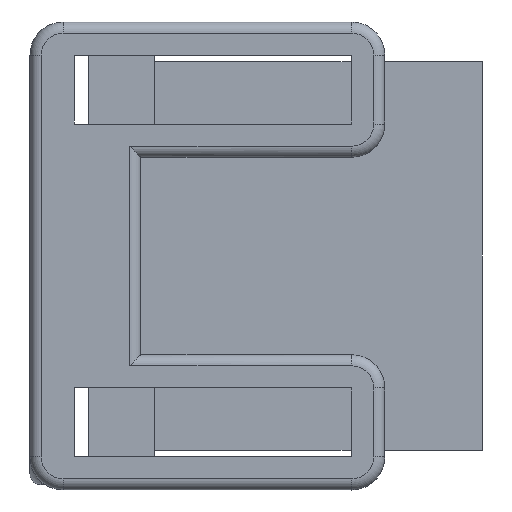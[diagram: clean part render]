
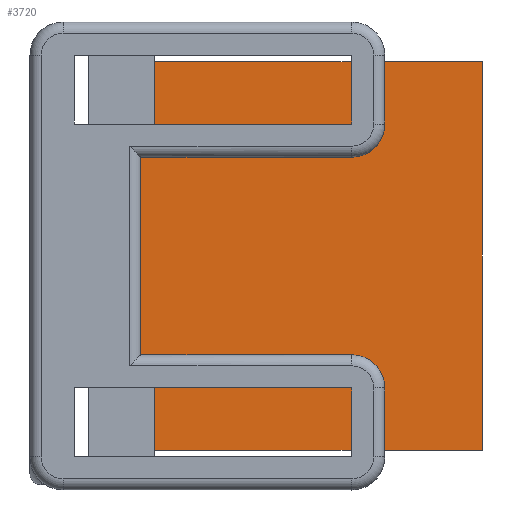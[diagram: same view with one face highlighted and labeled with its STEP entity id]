
A CAD part, left-side view. The second image highlights one B-rep face of the part: STEP entity #3720.
In plain terms, the highlighted planar face has unit normal (-1, 0, 0).
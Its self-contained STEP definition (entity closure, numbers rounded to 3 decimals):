
#149=FACE_BOUND('',#482,.T.);
#150=FACE_BOUND('',#483,.T.);
#170=PLANE('',#4026);
#243=FACE_OUTER_BOUND('',#481,.T.);
#481=EDGE_LOOP('',(#2477,#2478,#2479,#2480));
#482=EDGE_LOOP('',(#2481));
#483=EDGE_LOOP('',(#2482));
#740=LINE('',#5847,#1019);
#741=LINE('',#5849,#1020);
#742=LINE('',#5851,#1021);
#743=LINE('',#5852,#1022);
#1019=VECTOR('',#4550,10.);
#1020=VECTOR('',#4551,10.);
#1021=VECTOR('',#4552,10.);
#1022=VECTOR('',#4553,10.);
#1296=CIRCLE('',#4021,1.55);
#1298=CIRCLE('',#4024,1.55);
#1554=VERTEX_POINT('',#5833);
#1556=VERTEX_POINT('',#5839);
#1558=VERTEX_POINT('',#5845);
#1559=VERTEX_POINT('',#5846);
#1560=VERTEX_POINT('',#5848);
#1561=VERTEX_POINT('',#5850);
#1898=EDGE_CURVE('',#1554,#1554,#1296,.T.);
#1901=EDGE_CURVE('',#1556,#1556,#1298,.T.);
#1904=EDGE_CURVE('',#1558,#1559,#740,.T.);
#1905=EDGE_CURVE('',#1559,#1560,#741,.T.);
#1906=EDGE_CURVE('',#1560,#1561,#742,.T.);
#1907=EDGE_CURVE('',#1561,#1558,#743,.T.);
#2477=ORIENTED_EDGE('',*,*,#1904,.T.);
#2478=ORIENTED_EDGE('',*,*,#1905,.T.);
#2479=ORIENTED_EDGE('',*,*,#1906,.T.);
#2480=ORIENTED_EDGE('',*,*,#1907,.T.);
#2481=ORIENTED_EDGE('',*,*,#1901,.T.);
#2482=ORIENTED_EDGE('',*,*,#1898,.T.);
#3720=ADVANCED_FACE('',(#243,#149,#150),#170,.F.);
#4021=AXIS2_PLACEMENT_3D('',#5834,#4536,#4537);
#4024=AXIS2_PLACEMENT_3D('',#5840,#4543,#4544);
#4026=AXIS2_PLACEMENT_3D('',#5844,#4548,#4549);
#4536=DIRECTION('center_axis',(1.,0.,0.));
#4537=DIRECTION('ref_axis',(0.,0.,
-1.));
#4543=DIRECTION('center_axis',(1.,0.,0.));
#4544=DIRECTION('ref_axis',(0.,0.,
-1.));
#4548=DIRECTION('center_axis',(1.,0.,0.));
#4549=DIRECTION('ref_axis',(0.,0.,
-1.));
#4550=DIRECTION('',(0.,1.,0.));
#4551=DIRECTION('',(0.,0.,-1.));
#4552=DIRECTION('',(0.,-1.,0.));
#4553=DIRECTION('',(0.,0.,1.));
#5833=CARTESIAN_POINT('',(100.964,4.945,18.944));
#5834=CARTESIAN_POINT('Origin',(100.964,4.945,17.394));
#5839=CARTESIAN_POINT('',(100.964,4.945,-11.056));
#5840=CARTESIAN_POINT('Origin',(100.964,4.945,-12.606));
#5844=CARTESIAN_POINT('Origin',(100.964,-10.055,2.394));
#5845=CARTESIAN_POINT('',(100.964,-27.555,19.894));
#5846=CARTESIAN_POINT('',(100.964,7.445,19.894));
#5847=CARTESIAN_POINT('',(100.964,7.445,19.894));
#5848=CARTESIAN_POINT('',(100.964,7.445,-15.106));
#5849=CARTESIAN_POINT('',(100.964,7.445,-15.106));
#5850=CARTESIAN_POINT('',(100.964,-27.555,-15.106));
#5851=CARTESIAN_POINT('',(100.964,-27.555,-15.106));
#5852=CARTESIAN_POINT('',(100.964,-27.555,19.894));
